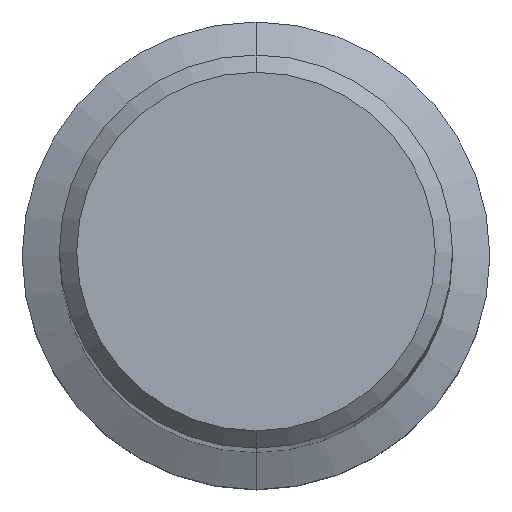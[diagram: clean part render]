
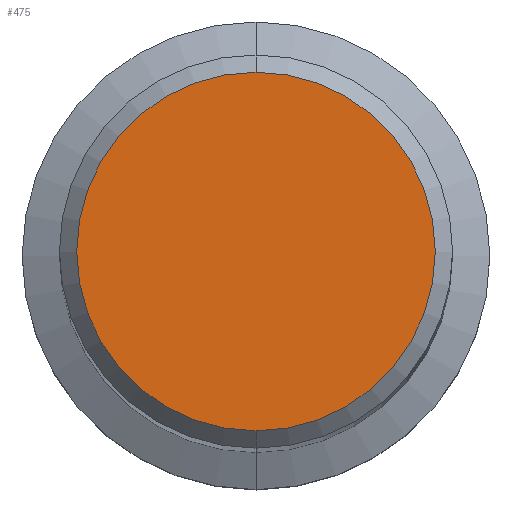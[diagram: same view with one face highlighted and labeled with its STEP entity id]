
A CAD part, top view. The second image highlights one B-rep face of the part: STEP entity #475.
In plain terms, the highlighted planar face has unit normal (0, 0, 1).
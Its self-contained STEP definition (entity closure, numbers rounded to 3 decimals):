
#211=EDGE_CURVE('',#445,#375,#567,.T.);
#271=EDGE_CURVE('',#375,#445,#637,.T.);
#375=VERTEX_POINT('',#750);
#445=VERTEX_POINT('',#825);
#475=ADVANCED_FACE('',(#856),#857,.T.);
#567=CIRCLE('',#999,10.35);
#637=CIRCLE('',#1143,10.35);
#750=CARTESIAN_POINT('',(0.,-10.35,0.0));
#825=CARTESIAN_POINT('',(0.0,10.35,0.0));
#856=FACE_OUTER_BOUND('',#1570,.T.);
#857=PLANE('',#1571);
#999=AXIS2_PLACEMENT_3D('',#1815,#1816,#1817);
#1143=AXIS2_PLACEMENT_3D('',#1921,#1922,#1923);
#1570=EDGE_LOOP('',(#2128,#2129));
#1571=AXIS2_PLACEMENT_3D('',#2130,#2131,#2132);
#1815=CARTESIAN_POINT('',(0.0,0.0,0.0));
#1816=DIRECTION('',(0.0,0.0,-1.0));
#1817=DIRECTION('',(0.0,1.0,0.0));
#1921=CARTESIAN_POINT('',(0.0,0.0,0.0));
#1922=DIRECTION('',(0.0,0.0,-1.0));
#1923=DIRECTION('',(0.0,1.0,0.0));
#2128=ORIENTED_EDGE('',*,*,#211,.F.);
#2129=ORIENTED_EDGE('',*,*,#271,.F.);
#2130=CARTESIAN_POINT('',(0.0,5.175,0.0));
#2131=DIRECTION('',(-0.0,0.0,1.0));
#2132=DIRECTION('',(0.0,-1.0,0.0));
